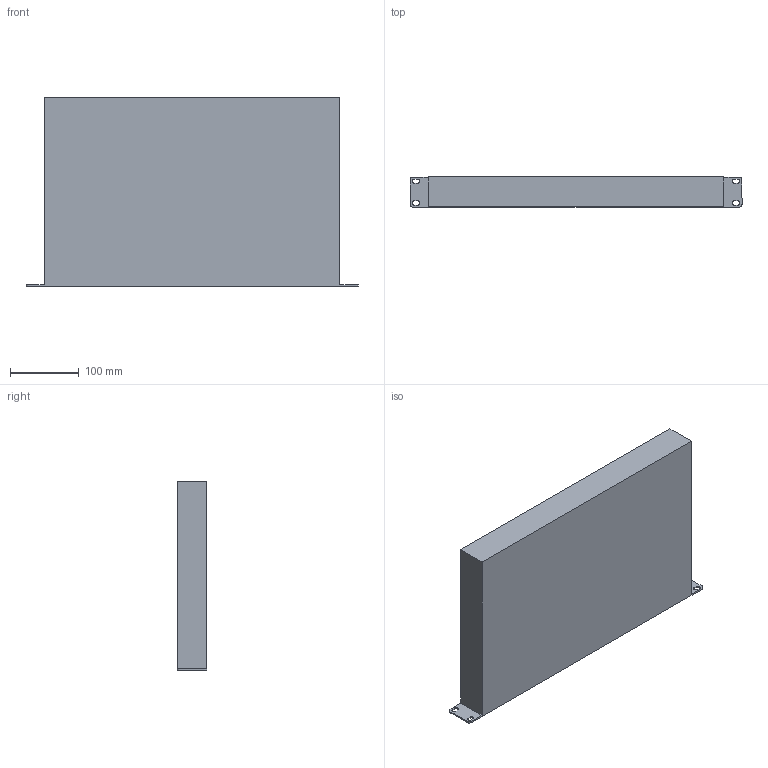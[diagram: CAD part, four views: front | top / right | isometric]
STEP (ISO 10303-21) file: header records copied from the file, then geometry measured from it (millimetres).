
FILE_DESCRIPTION (( 'STEP AP214' ), '1' );
FILE_NAME ('MES5324.STEP', '2022-12-01T10:08:09', ( '' ), ( '' ), 'SwSTEP 2.0', 'SolidWorks 2021', '' );
FILE_SCHEMA (( 'AUTOMOTIVE_DESIGN' ));
Length unit declared in the file: millimetre
Products named in the file (1): MES5324
Bounding box: 482.6 x 43.6 x 276 mm (x, y, z)
Volume: 5160798.2 mm3; surface area: 305293 mm2
Topology: 1 solids, 1 shells, 351 faces, 882 edges, 588 vertices
Faces by surface type: plane 309, cylinder 42
Entity records: 10410 total; most frequent: CARTESIAN_POINT 1822, ORIENTED_EDGE 1764, DIRECTION 1670, EDGE_CURVE 882, VECTOR 798, LINE 798, VERTEX_POINT 588, AXIS2_PLACEMENT_3D 436
